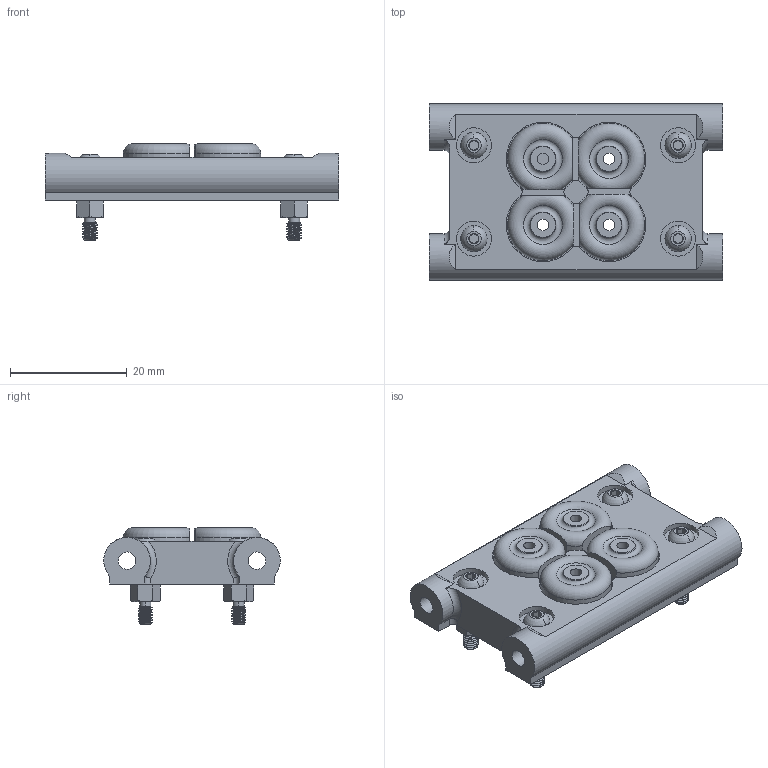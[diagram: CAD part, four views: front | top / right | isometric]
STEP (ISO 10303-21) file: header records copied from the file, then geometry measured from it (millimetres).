
FILE_DESCRIPTION(/* description */ (''),/* implementation_level */ '2;1');
FILE_NAME(/* name */ 'dragon_nose.step',/* time_stamp */ '2023-03-18T10:44:12-07:00',/* author */ (''),/* organization */ (''),/* preprocessor_version */ 'ST-DEVELOPER v19.2',/* originating_system */ 'Autodesk Translation Framework v11.17.0.187',/* authorisation */ '');
FILE_SCHEMA (('AUTOMOTIVE_DESIGN { 1 0 10303 214 3 1 1 }'));
Length unit declared in the file: millimetre
Products named in the file (18): dragon_nose; dragon_nose_1; Iso_mount_D; Iso_mount_D_1; Iso_mount_D_2; Iso_mount_D_3; 95495K678_Adhesive-Back Bumpers; fasteners; M2.5 x 8 button; M2.5 x 8 button_1; M2.5 hex standoff 5 mf; M2.5 hex standoff 5 mf_1; M2.5 x 8 button_2; M2.5 hex standoff 5 mf_2; M2.5 hex standoff 5 mf_3; 93655A001_Male-Female Threaded Hex Standoff; M2.5 x 8 button_3; 92095A459_Button Head Hex Drive Screw
Assembly tree (26 placements, depth 4):
  dragon_nose
    dragon_nose_1
    Iso_mount_D
      95495K678_Adhesive-Back Bumpers
    Iso_mount_D_1
      95495K678_Adhesive-Back Bumpers
    Iso_mount_D_2
      95495K678_Adhesive-Back Bumpers
    Iso_mount_D_3
      95495K678_Adhesive-Back Bumpers
    fasteners
      M2.5 x 8 button
        92095A459_Button Head Hex Drive Screw
      M2.5 x 8 button_1
        92095A459_Button Head Hex Drive Screw
      M2.5 hex standoff 5 mf
        93655A001_Male-Female Threaded Hex Standoff
      M2.5 hex standoff 5 mf_1
        93655A001_Male-Female Threaded Hex Standoff
      M2.5 x 8 button_2
        92095A459_Button Head Hex Drive Screw
      M2.5 hex standoff 5 mf_2
        93655A001_Male-Female Threaded Hex Standoff
      M2.5 hex standoff 5 mf_3
        93655A001_Male-Female Threaded Hex Standoff
      M2.5 x 8 button_3
        92095A459_Button Head Hex Drive Screw
Bounding box: 50.24 x 30.24 x 16.56 mm (x, y, z)
Volume: 8845.8 mm3; surface area: 8202 mm2
Topology: 13 solids, 13 shells, 800 faces, 2112 edges, 1368 vertices
Faces by surface type: cylinder 428, plane 168, cone 144, bspline 36, torus 12, sphere 12
Full cylindrical faces by diameter (mm): 2 x4, 2.5 x4, 3 x2, 6 x4, 8 x4
Entity records: 13080 total; most frequent: CARTESIAN_POINT 6370, ORIENTED_EDGE 1464, DIRECTION 1208, EDGE_CURVE 732, VERTEX_POINT 477, AXIS2_PLACEMENT_3D 458, EDGE_LOOP 323, LINE 292
